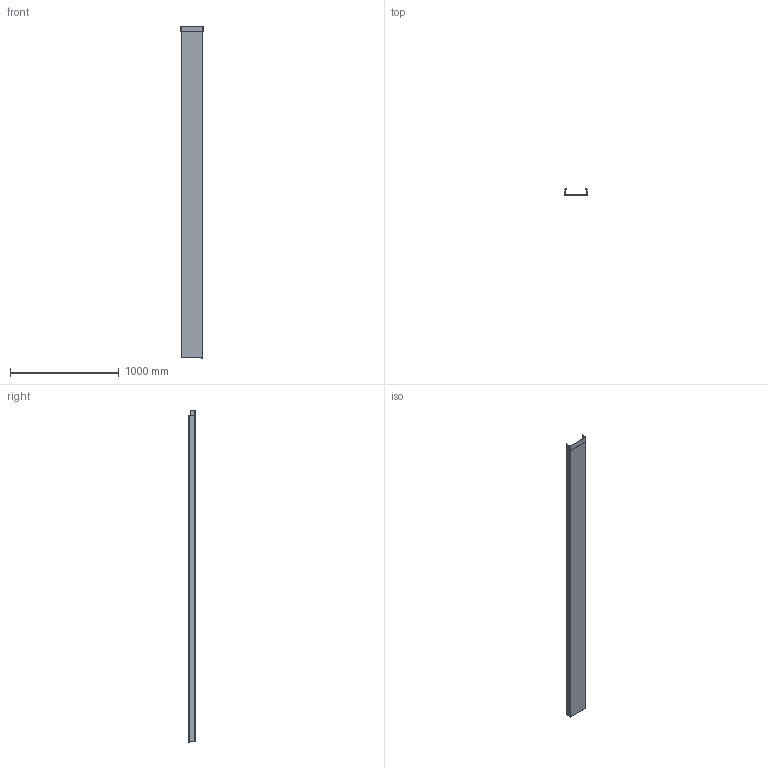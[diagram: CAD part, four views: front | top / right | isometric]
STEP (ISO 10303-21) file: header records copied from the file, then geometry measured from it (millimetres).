
FILE_DESCRIPTION((''),'2;1');
FILE_NAME('6059234','2013-07-23T',('AndreasKeweloh'),(''),'PRO/ENGINEER BY PARAMETRIC TECHNOLOGY CORPORATION, 2012360','PRO/ENGINEER BY PARAMETRIC TECHNOLOGY CORPORATION, 2012360','');
FILE_SCHEMA(('CONFIG_CONTROL_DESIGN'));
Length unit declared in the file: millimetre
Products named in the file (1): 6059234
Bounding box: 203.5 x 61.75 x 3050 mm (x, y, z)
Volume: 1050649.4 mm3; surface area: 2108178 mm2
Topology: 1 solids, 1 shells, 99 faces, 217 edges, 118 vertices
Faces by surface type: plane 42, cylinder 25, bspline 20, cone 6, torus 4, sphere 2
Entity records: 3764 total; most frequent: CARTESIAN_POINT 1752, ORIENTED_EDGE 430, DIRECTION 361, EDGE_CURVE 215, AXIS2_PLACEMENT_3D 126, VERTEX_POINT 118, VECTOR 109, LINE 109
